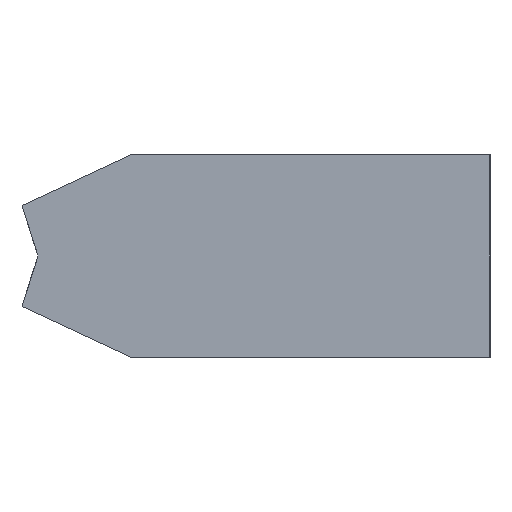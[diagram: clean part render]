
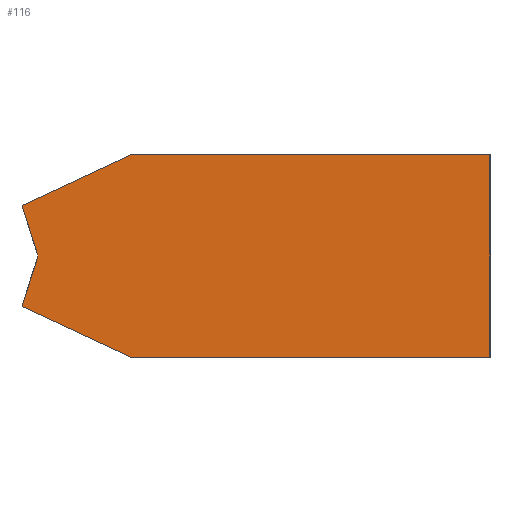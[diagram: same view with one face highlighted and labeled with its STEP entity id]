
A CAD part, left-side view. The second image highlights one B-rep face of the part: STEP entity #116.
In plain terms, the highlighted planar face has unit normal (-1, 0, 0).
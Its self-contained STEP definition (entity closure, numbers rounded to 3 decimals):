
#116 = ADVANCED_FACE( '', ( #268 ), #269, .F. );
#268 = FACE_OUTER_BOUND( '', #425, .T. );
#269 = PLANE( '', #426 );
#425 = EDGE_LOOP( '', ( #673, #674, #675, #676, #677, #678, #679 ) );
#426 = AXIS2_PLACEMENT_3D( '', #680, #681, #682 );
#673 = ORIENTED_EDGE( '', *, *, #793, .F. );
#674 = ORIENTED_EDGE( '', *, *, #733, .F. );
#675 = ORIENTED_EDGE( '', *, *, #788, .F. );
#676 = ORIENTED_EDGE( '', *, *, #767, .F. );
#677 = ORIENTED_EDGE( '', *, *, #756, .F. );
#678 = ORIENTED_EDGE( '', *, *, #799, .F. );
#679 = ORIENTED_EDGE( '', *, *, #749, .F. );
#680 = CARTESIAN_POINT( '', ( 0., 0., 0. ) );
#681 = DIRECTION( '', ( 1., 0., 0. ) );
#682 = DIRECTION( '', ( 0., 0., -1. ) );
#733 = EDGE_CURVE( '', #836, #837, #838, .T. );
#749 = EDGE_CURVE( '', #863, #864, #865, .T. );
#756 = EDGE_CURVE( '', #875, #876, #877, .T. );
#767 = EDGE_CURVE( '', #876, #895, #896, .T. );
#788 = EDGE_CURVE( '', #895, #836, #924, .T. );
#793 = EDGE_CURVE( '', #837, #863, #931, .T. );
#799 = EDGE_CURVE( '', #864, #875, #941, .T. );
#836 = VERTEX_POINT( '', #988 );
#837 = VERTEX_POINT( '', #989 );
#838 = LINE( '', #990, #991 );
#863 = VERTEX_POINT( '', #1019 );
#864 = VERTEX_POINT( '', #1020 );
#865 = LINE( '', #1021, #1022 );
#875 = VERTEX_POINT( '', #1035 );
#876 = VERTEX_POINT( '', #1036 );
#877 = LINE( '', #1037, #1038 );
#895 = VERTEX_POINT( '', #1061 );
#896 = LINE( '', #1062, #1063 );
#924 = LINE( '', #1097, #1098 );
#931 = LINE( '', #1105, #1106 );
#941 = LINE( '', #1116, #1117 );
#988 = CARTESIAN_POINT( '', ( 0., 69.46, 7.5 ) );
#989 = CARTESIAN_POINT( '', ( 0., 53.376, 15. ) );
#990 = CARTESIAN_POINT( '', ( 0., 69.46, 7.5 ) );
#991 = VECTOR( '', #1165, 1000. );
#1019 = CARTESIAN_POINT( '', ( 0., 0., 15. ) );
#1020 = CARTESIAN_POINT( '', ( 0., 0., -15. ) );
#1021 = CARTESIAN_POINT( '', ( 0., 0., 15. ) );
#1022 = VECTOR( '', #1190, 1000. );
#1035 = CARTESIAN_POINT( '', ( 0., 53.376, -15. ) );
#1036 = CARTESIAN_POINT( '', ( 0., 69.46, -7.5 ) );
#1037 = CARTESIAN_POINT( '', ( 0., 53.376, -15. ) );
#1038 = VECTOR( '', #1197, 1000. );
#1061 = CARTESIAN_POINT( '', ( 0., 67.095, 0. ) );
#1062 = CARTESIAN_POINT( '', ( 0., 69.46, -7.5 ) );
#1063 = VECTOR( '', #1212, 1000. );
#1097 = CARTESIAN_POINT( '', ( 0., 67.095, 0. ) );
#1098 = VECTOR( '', #1243, 1000. );
#1105 = CARTESIAN_POINT( '', ( 0., 53.376, 15. ) );
#1106 = VECTOR( '', #1250, 1000. );
#1116 = CARTESIAN_POINT( '', ( 0., 0., -15. ) );
#1117 = VECTOR( '', #1263, 1000. );
#1165 = DIRECTION( '', ( 0., -0.906, 0.423 ) );
#1190 = DIRECTION( '', ( 0., 0., -1. ) );
#1197 = DIRECTION( '', ( 0., 0.906, 0.423 ) );
#1212 = DIRECTION( '', ( 0., -0.301, 0.954 ) );
#1243 = DIRECTION( '', ( 0., 0.301, 0.954 ) );
#1250 = DIRECTION( '', ( 0., -1., 0. ) );
#1263 = DIRECTION( '', ( 0., 1., 0. ) );
